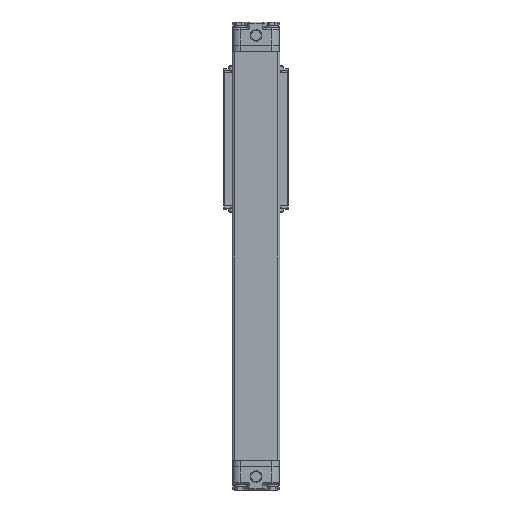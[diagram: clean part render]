
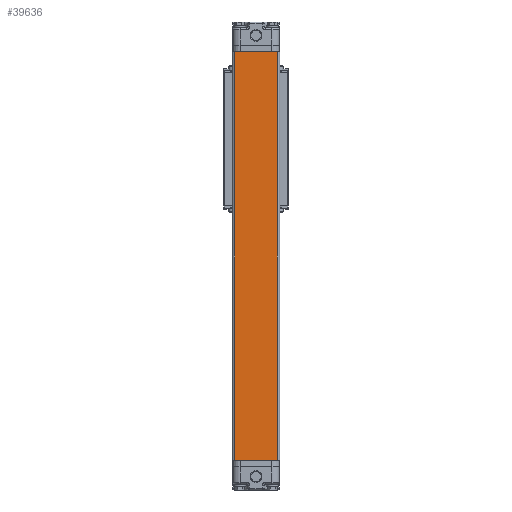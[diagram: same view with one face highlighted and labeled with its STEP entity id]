
A CAD part, front view. The second image highlights one B-rep face of the part: STEP entity #39636.
In plain terms, the highlighted planar face has unit normal (0, -1, 0).
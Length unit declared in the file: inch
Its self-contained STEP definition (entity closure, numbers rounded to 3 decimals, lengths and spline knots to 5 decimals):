
#103 = AXIS2_PLACEMENT_3D ( 'NONE', #47787, #39039, #52901 ) ;
#1014 = VECTOR ( 'NONE', #28547, 39.37008 ) ;
#1529 = VECTOR ( 'NONE', #3701, 39.37008 ) ;
#2194 = LINE ( 'NONE', #39528, #55682 ) ;
#2886 = ORIENTED_EDGE ( 'NONE', *, *, #21320, .T. ) ;
#2922 = DIRECTION ( 'NONE',  ( 1., 0., 0. ) ) ;
#3701 = DIRECTION ( 'NONE',  ( 1., 0., 0. ) ) ;
#8044 = CARTESIAN_POINT ( 'NONE',  ( -0.7155, -0.78, 0. ) ) ;
#8486 = CARTESIAN_POINT ( 'NONE',  ( 0.7155, -0.78, 0. ) ) ;
#11961 = PLANE ( 'NONE',  #103 ) ;
#12423 = CARTESIAN_POINT ( 'NONE',  ( -0.53, -0.78, 0. ) ) ;
#13650 = EDGE_LOOP ( 'NONE', ( #48454, #46279, #2886, #22557, #35196, #29093, #32861, #20780 ) ) ;
#15631 = CARTESIAN_POINT ( 'NONE',  ( 0.53, -0.78, -13.76 ) ) ;
#17169 = VERTEX_POINT ( 'NONE', #38754 ) ;
#17330 = VECTOR ( 'NONE', #28071, 39.37008 ) ;
#18734 = CARTESIAN_POINT ( 'NONE',  ( -0.7155, -0.78, -13.76 ) ) ;
#18949 = VECTOR ( 'NONE', #27025, 39.37008 ) ;
#20291 = EDGE_CURVE ( 'NONE', #28243, #42016, #47837, .T. ) ;
#20314 = VECTOR ( 'NONE', #35924, 39.37008 ) ;
#20780 = ORIENTED_EDGE ( 'NONE', *, *, #55692, .F. ) ;
#20967 = LINE ( 'NONE', #58887, #55449 ) ;
#21190 = LINE ( 'NONE', #44374, #20314 ) ;
#21320 = EDGE_CURVE ( 'NONE', #54085, #42016, #23257, .T. ) ;
#22557 = ORIENTED_EDGE ( 'NONE', *, *, #20291, .F. ) ;
#22634 = CARTESIAN_POINT ( 'NONE',  ( -0.61954, -0.78, 0. ) ) ;
#23257 = LINE ( 'NONE', #41904, #17330 ) ;
#23736 = LINE ( 'NONE', #38169, #1014 ) ;
#24504 = EDGE_CURVE ( 'NONE', #54085, #33069, #21190, .T. ) ;
#27025 = DIRECTION ( 'NONE',  ( 1., 0., 0. ) ) ;
#28071 = DIRECTION ( 'NONE',  ( 1., 0., 0. ) ) ;
#28243 = VERTEX_POINT ( 'NONE', #45640 ) ;
#28547 = DIRECTION ( 'NONE',  ( 1., 0., 0. ) ) ;
#29093 = ORIENTED_EDGE ( 'NONE', *, *, #36756, .T. ) ;
#30785 = EDGE_CURVE ( 'NONE', #33069, #37828, #20967, .T. ) ;
#31974 = LINE ( 'NONE', #12423, #1529 ) ;
#32583 = VERTEX_POINT ( 'NONE', #8486 ) ;
#32861 = ORIENTED_EDGE ( 'NONE', *, *, #57240, .F. ) ;
#33069 = VERTEX_POINT ( 'NONE', #8044 ) ;
#34701 = DIRECTION ( 'NONE',  ( 0., 0., 1. ) ) ;
#34772 = CARTESIAN_POINT ( 'NONE',  ( -0.61954, -0.78, -13.76 ) ) ;
#35196 = ORIENTED_EDGE ( 'NONE', *, *, #52344, .T. ) ;
#35924 = DIRECTION ( 'NONE',  ( 0., 0., 1. ) ) ;
#36756 = EDGE_CURVE ( 'NONE', #17169, #32583, #2194, .T. ) ;
#37828 = VERTEX_POINT ( 'NONE', #22634 ) ;
#38169 = CARTESIAN_POINT ( 'NONE',  ( -0.7155, -0.78, -13.76 ) ) ;
#38754 = CARTESIAN_POINT ( 'NONE',  ( 0.7155, -0.78, -13.76 ) ) ;
#39039 = DIRECTION ( 'NONE',  ( 0., -1., 0. ) ) ;
#39528 = CARTESIAN_POINT ( 'NONE',  ( 0.7155, -0.78, -13.76 ) ) ;
#39636 = ADVANCED_FACE ( 'NONE', ( #53199 ), #11961, .T. ) ;
#40277 = LINE ( 'NONE', #58651, #18949 ) ;
#41904 = CARTESIAN_POINT ( 'NONE',  ( -0.7155, -0.78, -13.76 ) ) ;
#42016 = VERTEX_POINT ( 'NONE', #34772 ) ;
#44374 = CARTESIAN_POINT ( 'NONE',  ( -0.7155, -0.78, -13.76 ) ) ;
#45640 = CARTESIAN_POINT ( 'NONE',  ( 0.61954, -0.78, -13.76 ) ) ;
#46279 = ORIENTED_EDGE ( 'NONE', *, *, #24504, .F. ) ;
#47787 = CARTESIAN_POINT ( 'NONE',  ( -0.7155, -0.78, -13.76 ) ) ;
#47837 = LINE ( 'NONE', #15631, #56454 ) ;
#48454 = ORIENTED_EDGE ( 'NONE', *, *, #30785, .F. ) ;
#52344 = EDGE_CURVE ( 'NONE', #28243, #17169, #23736, .T. ) ;
#52901 = DIRECTION ( 'NONE',  ( 1., 0., 0. ) ) ;
#53199 = FACE_OUTER_BOUND ( 'NONE', #13650, .T. ) ;
#53246 = DIRECTION ( 'NONE',  ( -1., 0., 0. ) ) ;
#54085 = VERTEX_POINT ( 'NONE', #18734 ) ;
#54218 = VERTEX_POINT ( 'NONE', #58648 ) ;
#55449 = VECTOR ( 'NONE', #2922, 39.37008 ) ;
#55682 = VECTOR ( 'NONE', #34701, 39.37008 ) ;
#55692 = EDGE_CURVE ( 'NONE', #37828, #54218, #31974, .T. ) ;
#56454 = VECTOR ( 'NONE', #53246, 39.37008 ) ;
#57240 = EDGE_CURVE ( 'NONE', #54218, #32583, #40277, .T. ) ;
#58648 = CARTESIAN_POINT ( 'NONE',  ( 0.61954, -0.78, 0. ) ) ;
#58651 = CARTESIAN_POINT ( 'NONE',  ( -0.7155, -0.78, 0. ) ) ;
#58887 = CARTESIAN_POINT ( 'NONE',  ( -0.7155, -0.78, 0. ) ) ;
